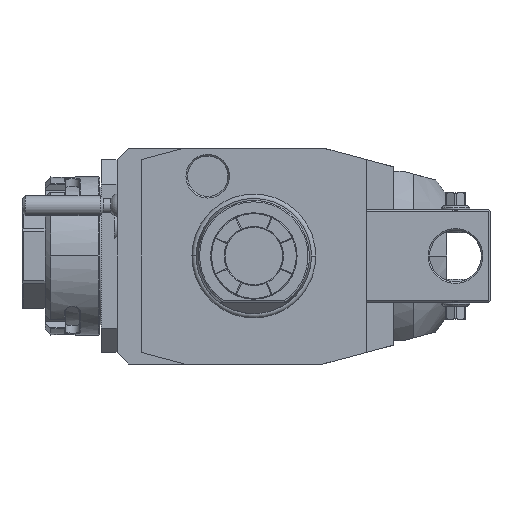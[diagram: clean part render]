
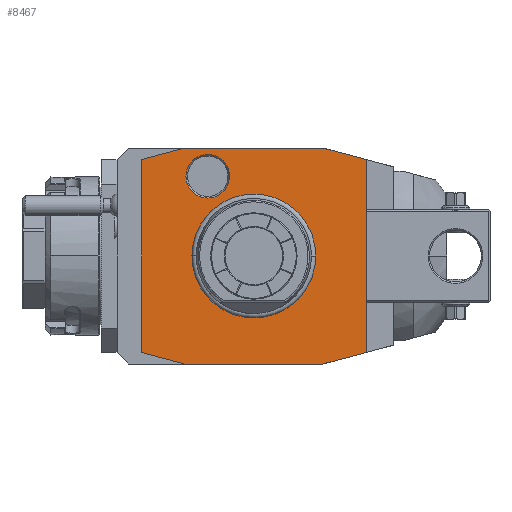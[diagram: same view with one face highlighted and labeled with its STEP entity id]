
A CAD part, front view. The second image highlights one B-rep face of the part: STEP entity #8467.
In plain terms, the highlighted planar face has unit normal (0, -1, 0).
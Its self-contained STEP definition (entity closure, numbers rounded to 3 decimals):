
#1=DIRECTION('',(-1.,0.,0.));
#2=VECTOR('',#1,48.);
#3=CARTESIAN_POINT('',(24.,0.,37.5));
#4=LINE('',#3,#2);
#5=DIRECTION('',(-0.966,0.,0.259));
#6=VECTOR('',#5,15.529);
#7=CARTESIAN_POINT('',(39.,0.,33.481));
#8=LINE('',#7,#6);
#9=DIRECTION('',(0.,0.,1.));
#10=VECTOR('',#9,66.962);
#11=CARTESIAN_POINT('',(39.,0.,-33.481));
#12=LINE('',#11,#10);
#13=DIRECTION('',(0.966,0.,0.259));
#14=VECTOR('',#13,15.529);
#15=CARTESIAN_POINT('',(24.,0.,-37.5));
#16=LINE('',#15,#14);
#17=DIRECTION('',(1.,0.,0.));
#18=VECTOR('',#17,48.);
#19=CARTESIAN_POINT('',(-24.,0.,-37.5));
#20=LINE('',#19,#18);
#21=DIRECTION('',(0.966,0.,-0.259));
#22=VECTOR('',#21,15.529);
#23=CARTESIAN_POINT('',(-39.,0.,-33.481));
#24=LINE('',#23,#22);
#25=DIRECTION('',(0.,0.,-1.));
#26=VECTOR('',#25,66.962);
#27=CARTESIAN_POINT('',(-39.,0.,33.481));
#28=LINE('',#27,#26);
#29=DIRECTION('',(-0.966,0.,-0.259));
#30=VECTOR('',#29,15.529);
#31=CARTESIAN_POINT('',(-24.,0.,37.5));
#32=LINE('',#31,#30);
#33=CARTESIAN_POINT('',(-16.,0.,27.713));
#34=DIRECTION('',(0.,1.,0.));
#35=DIRECTION('',(1.,0.,0.));
#36=AXIS2_PLACEMENT_3D('',#33,#34,#35);
#38=CARTESIAN_POINT('',(-16.,0.,27.713));
#39=DIRECTION('',(0.,1.,0.));
#40=DIRECTION('',(-1.,0.,0.));
#41=AXIS2_PLACEMENT_3D('',#38,#39,#40);
#5230=CARTESIAN_POINT('',(0.,0.,0.));
#5231=DIRECTION('',(0.,1.,0.));
#5232=DIRECTION('',(-1.,0.,0.));
#5233=AXIS2_PLACEMENT_3D('',#5230,#5231,#5232);
#5235=CARTESIAN_POINT('',(0.,0.,0.));
#5236=DIRECTION('',(0.,1.,0.));
#5237=DIRECTION('',(1.,0.,0.));
#5238=AXIS2_PLACEMENT_3D('',#5235,#5236,#5237);
#7431=CARTESIAN_POINT('',(-8.423,0.,27.713));
#7432=CARTESIAN_POINT('',(-23.577,0.,27.713));
#7433=VERTEX_POINT('',#7431);
#7434=VERTEX_POINT('',#7432);
#8258=CARTESIAN_POINT('',(24.,0.,37.5));
#8259=CARTESIAN_POINT('',(-24.,0.,37.5));
#8260=VERTEX_POINT('',#8258);
#8261=VERTEX_POINT('',#8259);
#8262=CARTESIAN_POINT('',(39.,0.,-33.481));
#8263=CARTESIAN_POINT('',(39.,0.,33.481));
#8264=VERTEX_POINT('',#8262);
#8265=VERTEX_POINT('',#8263);
#8266=CARTESIAN_POINT('',(-39.,0.,-33.481));
#8267=CARTESIAN_POINT('',(-24.,0.,-37.5));
#8268=VERTEX_POINT('',#8266);
#8269=VERTEX_POINT('',#8267);
#8270=CARTESIAN_POINT('',(-39.,0.,33.481));
#8271=VERTEX_POINT('',#8270);
#8296=CARTESIAN_POINT('',(24.,0.,-37.5));
#8297=VERTEX_POINT('',#8296);
#8338=CARTESIAN_POINT('',(-21.137,0.,0.));
#8339=CARTESIAN_POINT('',(21.137,0.,0.));
#8340=VERTEX_POINT('',#8338);
#8341=VERTEX_POINT('',#8339);
#8432=CARTESIAN_POINT('',(0.,0.,0.));
#8433=DIRECTION('',(0.,-1.,0.));
#8434=DIRECTION('',(-1.,0.,0.));
#8435=AXIS2_PLACEMENT_3D('',#8432,#8433,#8434);
#8436=PLANE('',#8435);
#8438=ORIENTED_EDGE('',*,*,#8437,.F.);
#8440=ORIENTED_EDGE('',*,*,#8439,.F.);
#8442=ORIENTED_EDGE('',*,*,#8441,.F.);
#8444=ORIENTED_EDGE('',*,*,#8443,.F.);
#8446=ORIENTED_EDGE('',*,*,#8445,.F.);
#8448=ORIENTED_EDGE('',*,*,#8447,.F.);
#8450=ORIENTED_EDGE('',*,*,#8449,.F.);
#8452=ORIENTED_EDGE('',*,*,#8451,.F.);
#8453=EDGE_LOOP('',(#8438,#8440,#8442,#8444,#8446,#8448,#8450,#8452));
#8454=FACE_OUTER_BOUND('',#8453,.F.);
#8456=ORIENTED_EDGE('',*,*,#8455,.F.);
#8458=ORIENTED_EDGE('',*,*,#8457,.F.);
#8459=EDGE_LOOP('',(#8456,#8458));
#8460=FACE_BOUND('',#8459,.F.);
#8462=ORIENTED_EDGE('',*,*,#8461,.F.);
#8464=ORIENTED_EDGE('',*,*,#8463,.F.);
#8465=EDGE_LOOP('',(#8462,#8464));
#8466=FACE_BOUND('',#8465,.F.);
#37=CIRCLE('',#36,7.577);
#42=CIRCLE('',#41,7.577);
#5234=CIRCLE('',#5233,21.137);
#5239=CIRCLE('',#5238,21.137);
#8437=EDGE_CURVE('',#8260,#8261,#4,.T.);
#8439=EDGE_CURVE('',#8265,#8260,#8,.T.);
#8441=EDGE_CURVE('',#8264,#8265,#12,.T.);
#8443=EDGE_CURVE('',#8297,#8264,#16,.T.);
#8445=EDGE_CURVE('',#8269,#8297,#20,.T.);
#8447=EDGE_CURVE('',#8268,#8269,#24,.T.);
#8449=EDGE_CURVE('',#8271,#8268,#28,.T.);
#8451=EDGE_CURVE('',#8261,#8271,#32,.T.);
#8455=EDGE_CURVE('',#8340,#8341,#5234,.T.);
#8457=EDGE_CURVE('',#8341,#8340,#5239,.T.);
#8461=EDGE_CURVE('',#7433,#7434,#37,.T.);
#8463=EDGE_CURVE('',#7434,#7433,#42,.T.);
#8467=ADVANCED_FACE('',(#8454,#8460,#8466),#8436,.T.);
